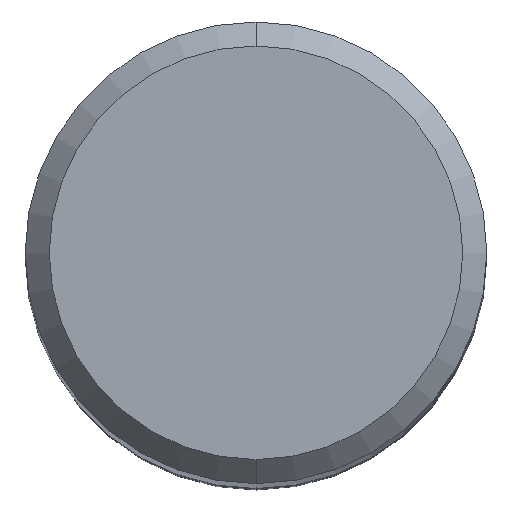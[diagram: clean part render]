
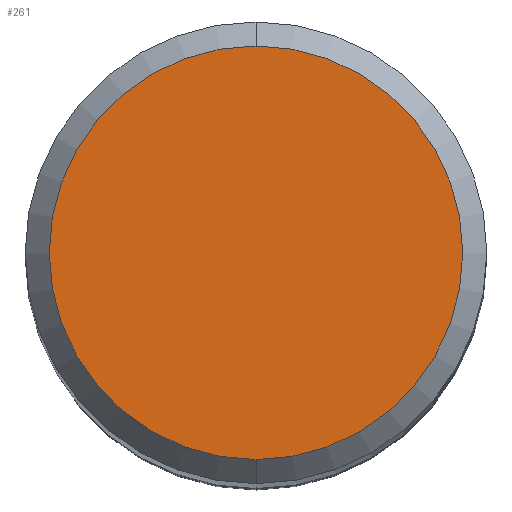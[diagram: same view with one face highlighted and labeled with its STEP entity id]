
A CAD part, top view. The second image highlights one B-rep face of the part: STEP entity #261.
In plain terms, the highlighted planar face has unit normal (0, 0, 1).
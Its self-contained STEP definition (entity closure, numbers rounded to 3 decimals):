
#201=VERTEX_POINT('',#440);
#261=ADVANCED_FACE('',(#511),#512,.T.);
#287=VERTEX_POINT('',#539);
#337=EDGE_CURVE('',#287,#201,#595,.T.);
#345=EDGE_CURVE('',#201,#287,#604,.T.);
#440=CARTESIAN_POINT('',(0.,-4.3,0.0));
#511=FACE_OUTER_BOUND('',#802,.T.);
#512=PLANE('',#803);
#539=CARTESIAN_POINT('',(0.0,4.3,0.0));
#595=CIRCLE('',#910,4.3);
#604=CIRCLE('',#922,4.3);
#802=EDGE_LOOP('',(#1122,#1123));
#803=AXIS2_PLACEMENT_3D('',#1124,#1125,#1126);
#910=AXIS2_PLACEMENT_3D('',#1224,#1225,#1226);
#922=AXIS2_PLACEMENT_3D('',#1236,#1237,#1238);
#1122=ORIENTED_EDGE('',*,*,#337,.F.);
#1123=ORIENTED_EDGE('',*,*,#345,.F.);
#1124=CARTESIAN_POINT('',(0.0,2.15,0.0));
#1125=DIRECTION('',(-0.0,0.0,1.0));
#1126=DIRECTION('',(0.0,-1.0,0.0));
#1224=CARTESIAN_POINT('',(0.0,0.0,0.0));
#1225=DIRECTION('',(0.0,0.0,-1.0));
#1226=DIRECTION('',(0.0,1.0,0.0));
#1236=CARTESIAN_POINT('',(0.0,0.0,0.0));
#1237=DIRECTION('',(0.0,0.0,-1.0));
#1238=DIRECTION('',(0.0,1.0,0.0));
